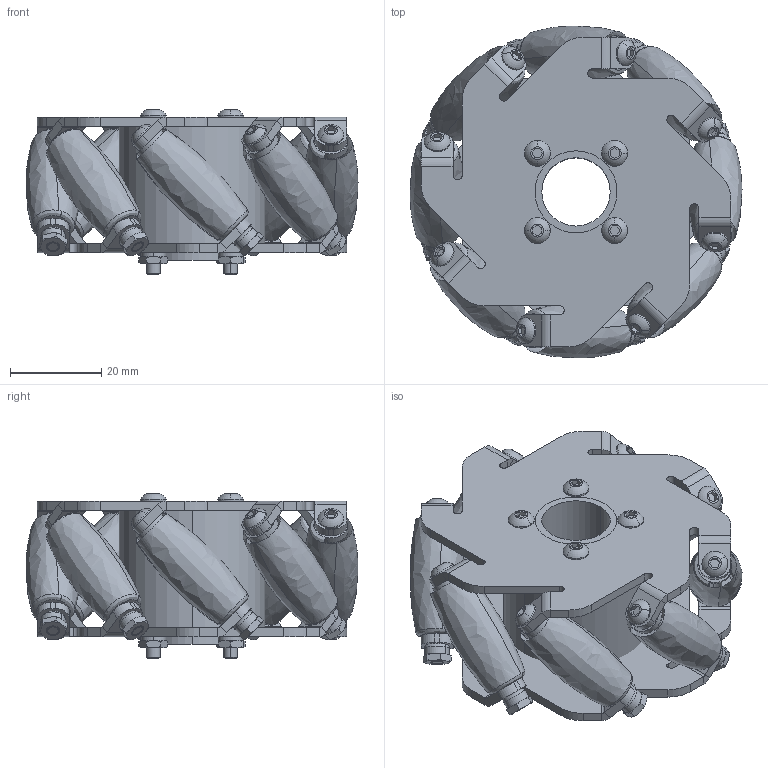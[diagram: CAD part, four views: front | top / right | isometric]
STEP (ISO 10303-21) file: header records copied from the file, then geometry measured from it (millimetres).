
FILE_DESCRIPTION (( 'STEP AP214' ), '1' );
FILE_NAME ('assemblage mecanum wheel.STEP', '2025-04-07T09:21:10', ( '' ), ( '' ), 'SwSTEP 2.0', 'SolidWorks 2022', '' );
FILE_SCHEMA (( 'AUTOMOTIVE_DESIGN' ));
Length unit declared in the file: millimetre
Products named in the file (7): mecanum wheel 4; mecanum wheel 2; mecanum wheel 3; assemblage mecanum wheel; torque nut 08_iso_ISO 10511-M3-N; mecanum wheel 5; mecanum wheel 1
Assembly tree (37 placements, depth 2):
  assemblage mecanum wheel
    mecanum wheel 2  x8
    mecanum wheel 3
    mecanum wheel 4  x2
    mecanum wheel 5  x12
    mecanum wheel 1  x2
    torque nut 08_iso_ISO 10511-M3-N  x12
Bounding box: 72.9 x 72.9 x 36.23 mm (x, y, z)
Volume: 50961.1 mm3; surface area: 38293.2 mm2
Topology: 37 solids, 37 shells, 1084 faces, 2526 edges, 1524 vertices
Faces by surface type: plane 418, cylinder 378, cone 192, bspline 48, torus 48
Entity records: 9043 total; most frequent: CARTESIAN_POINT 2186, DIRECTION 1433, ORIENTED_EDGE 1246, EDGE_CURVE 623, AXIS2_PLACEMENT_3D 555, VERTEX_POINT 386, LINE 323, VECTOR 323
